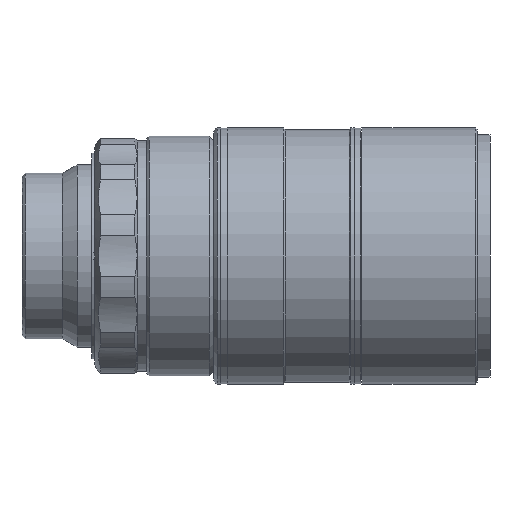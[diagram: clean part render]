
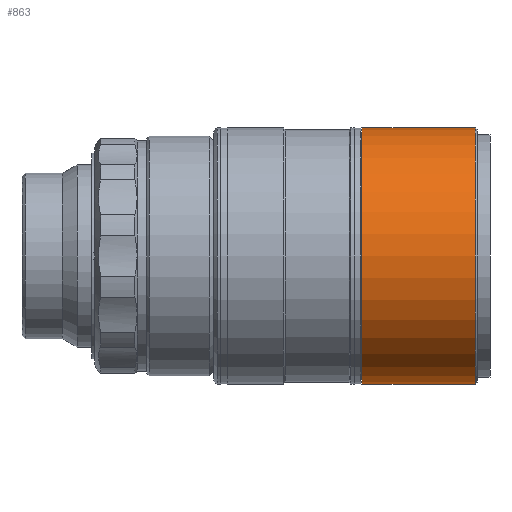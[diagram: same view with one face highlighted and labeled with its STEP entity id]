
A CAD part, front view. The second image highlights one B-rep face of the part: STEP entity #863.
In plain terms, the highlighted cylindrical face has radius 38 mm (diameter 76 mm), a partial arc.
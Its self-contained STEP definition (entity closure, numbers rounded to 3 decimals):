
#164 = DIRECTION ( 'NONE',  ( -1., 0., 0. ) ) ;
#197 = CARTESIAN_POINT ( 'NONE',  ( -35.76, 0., -38. ) ) ;
#270 = VERTEX_POINT ( 'NONE', #2064 ) ;
#471 = EDGE_CURVE ( 'NONE', #1399, #270, #2377, .T. ) ;
#551 = ORIENTED_EDGE ( 'NONE', *, *, #1394, .F. ) ;
#816 = LINE ( 'NONE', #197, #3524 ) ;
#826 = CARTESIAN_POINT ( 'NONE',  ( -35.76, 0., 0. ) ) ;
#863 = ADVANCED_FACE ( 'NONE', ( #884 ), #2431, .T. ) ;
#884 = FACE_OUTER_BOUND ( 'NONE', #2322, .T. ) ;
#905 = ORIENTED_EDGE ( 'NONE', *, *, #1721, .T. ) ;
#1201 = DIRECTION ( 'NONE',  ( -1., 0., 0. ) ) ;
#1337 = CARTESIAN_POINT ( 'NONE',  ( -40.76, 0., 38. ) ) ;
#1345 = VECTOR ( 'NONE', #2802, 1000. ) ;
#1394 = EDGE_CURVE ( 'NONE', #2218, #2978, #3957, .T. ) ;
#1399 = VERTEX_POINT ( 'NONE', #2199 ) ;
#1404 = ORIENTED_EDGE ( 'NONE', *, *, #2308, .F. ) ;
#1506 = LINE ( 'NONE', #4089, #1345 ) ;
#1555 = CARTESIAN_POINT ( 'NONE',  ( -40.76, 0., 0. ) ) ;
#1721 = EDGE_CURVE ( 'NONE', #270, #2978, #1506, .T. ) ;
#2064 = CARTESIAN_POINT ( 'NONE',  ( -7.06, 0., 38. ) ) ;
#2199 = CARTESIAN_POINT ( 'NONE',  ( -7.06, 0., -38. ) ) ;
#2218 = VERTEX_POINT ( 'NONE', #2607 ) ;
#2223 = AXIS2_PLACEMENT_3D ( 'NONE', #1555, #2861, #4122 ) ;
#2308 = EDGE_CURVE ( 'NONE', #1399, #2218, #816, .T. ) ;
#2322 = EDGE_LOOP ( 'NONE', ( #1404, #3534, #905, #551 ) ) ;
#2377 = CIRCLE ( 'NONE', #2698, 38. ) ;
#2431 = CYLINDRICAL_SURFACE ( 'NONE', #3718, 38. ) ;
#2607 = CARTESIAN_POINT ( 'NONE',  ( -40.76, 0., -38. ) ) ;
#2698 = AXIS2_PLACEMENT_3D ( 'NONE', #3030, #164, #2705 ) ;
#2705 = DIRECTION ( 'NONE',  ( 0., 0., 1. ) ) ;
#2802 = DIRECTION ( 'NONE',  ( -1., 0., 0. ) ) ;
#2861 = DIRECTION ( 'NONE',  ( -1., 0., 0. ) ) ;
#2978 = VERTEX_POINT ( 'NONE', #1337 ) ;
#3030 = CARTESIAN_POINT ( 'NONE',  ( -7.06, 0., 0. ) ) ;
#3524 = VECTOR ( 'NONE', #3923, 1000. ) ;
#3534 = ORIENTED_EDGE ( 'NONE', *, *, #471, .T. ) ;
#3718 = AXIS2_PLACEMENT_3D ( 'NONE', #826, #1201, #3764 ) ;
#3764 = DIRECTION ( 'NONE',  ( 0., 0., 1. ) ) ;
#3923 = DIRECTION ( 'NONE',  ( -1., 0., 0. ) ) ;
#3957 = CIRCLE ( 'NONE', #2223, 38. ) ;
#4089 = CARTESIAN_POINT ( 'NONE',  ( -35.76, 0., 38. ) ) ;
#4122 = DIRECTION ( 'NONE',  ( 0., 0., 1. ) ) ;
